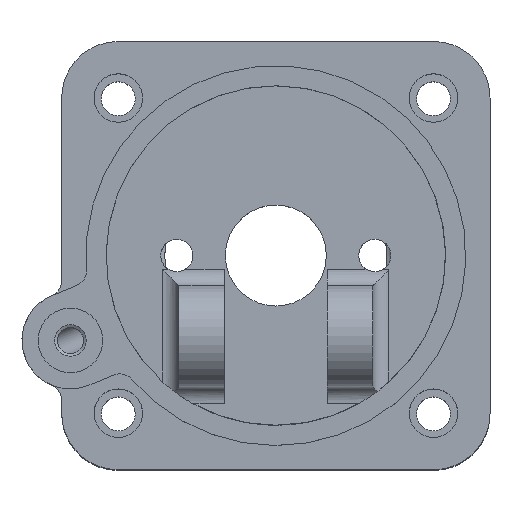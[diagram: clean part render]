
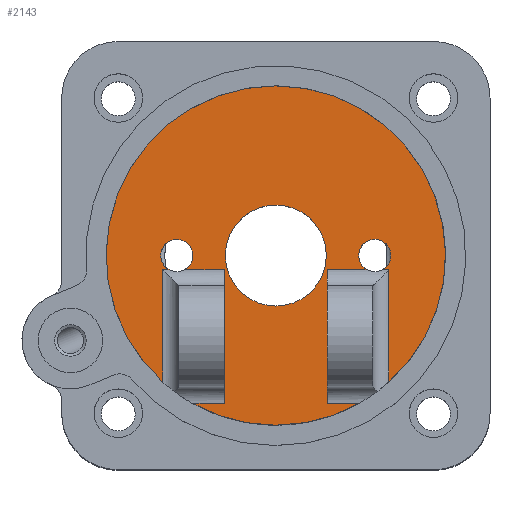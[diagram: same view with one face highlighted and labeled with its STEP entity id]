
A CAD part, top view. The second image highlights one B-rep face of the part: STEP entity #2143.
In plain terms, the highlighted planar face has unit normal (0, 0, 1).
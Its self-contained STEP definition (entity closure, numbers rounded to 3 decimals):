
#63=FACE_BOUND('',#633,.T.);
#137=PLANE('',#2306);
#185=LINE('',#3591,#300);
#186=LINE('',#3607,#301);
#188=LINE('',#3614,#303);
#189=LINE('',#3623,#304);
#197=LINE('',#3642,#312);
#198=LINE('',#3647,#313);
#199=LINE('',#3649,#314);
#200=LINE('',#3653,#315);
#201=LINE('',#3655,#316);
#202=LINE('',#3657,#317);
#300=VECTOR('',#2647,8.029);
#301=VECTOR('',#2650,9.814);
#303=VECTOR('',#2656,1.564);
#304=VECTOR('',#2659,27.805);
#312=VECTOR('',#2679,33.);
#313=VECTOR('',#2684,27.805);
#314=VECTOR('',#2685,1.564);
#315=VECTOR('',#2688,9.814);
#316=VECTOR('',#2689,33.);
#317=VECTOR('',#2690,8.029);
#504=FACE_OUTER_BOUND('',#632,.T.);
#632=EDGE_LOOP('',(#1590,#1591,#1592,#1593,#1594,#1595,#1596,#1597,#1598,
#1599,#1600,#1601,#1602,#1603));
#633=EDGE_LOOP('',(#1604));
#857=CIRCLE('',#2307,4.);
#858=CIRCLE('',#2308,42.);
#859=CIRCLE('',#2309,4.);
#860=CIRCLE('',#2310,42.);
#861=CIRCLE('',#2311,12.5);
#1032=VERTEX_POINT('',#3578);
#1035=VERTEX_POINT('',#3589);
#1036=VERTEX_POINT('',#3593);
#1037=VERTEX_POINT('',#3594);
#1038=VERTEX_POINT('',#3606);
#1041=VERTEX_POINT('',#3612);
#1042=VERTEX_POINT('',#3616);
#1048=VERTEX_POINT('',#3644);
#1049=VERTEX_POINT('',#3646);
#1050=VERTEX_POINT('',#3648);
#1051=VERTEX_POINT('',#3650);
#1052=VERTEX_POINT('',#3652);
#1053=VERTEX_POINT('',#3654);
#1054=VERTEX_POINT('',#3656);
#1055=VERTEX_POINT('',#3659);
#1249=EDGE_CURVE('',#1035,#1032,#185,.T.);
#1251=EDGE_CURVE('',#1036,#1038,#186,.T.);
#1255=EDGE_CURVE('',#1041,#1037,#188,.T.);
#1257=EDGE_CURVE('',#1042,#1041,#189,.T.);
#1267=EDGE_CURVE('',#1035,#1038,#197,.T.);
#1268=EDGE_CURVE('',#1036,#1037,#857,.T.);
#1269=EDGE_CURVE('',#1048,#1042,#858,.T.);
#1270=EDGE_CURVE('',#1049,#1048,#198,.T.);
#1271=EDGE_CURVE('',#1050,#1049,#199,.T.);
#1272=EDGE_CURVE('',#1050,#1051,#859,.T.);
#1273=EDGE_CURVE('',#1052,#1051,#200,.T.);
#1274=EDGE_CURVE('',#1052,#1053,#201,.T.);
#1275=EDGE_CURVE('',#1054,#1053,#202,.T.);
#1276=EDGE_CURVE('',#1032,#1054,#860,.T.);
#1277=EDGE_CURVE('',#1055,#1055,#861,.T.);
#1590=ORIENTED_EDGE('',*,*,#1249,.F.);
#1591=ORIENTED_EDGE('',*,*,#1267,.T.);
#1592=ORIENTED_EDGE('',*,*,#1251,.F.);
#1593=ORIENTED_EDGE('',*,*,#1268,.T.);
#1594=ORIENTED_EDGE('',*,*,#1255,.F.);
#1595=ORIENTED_EDGE('',*,*,#1257,.F.);
#1596=ORIENTED_EDGE('',*,*,#1269,.F.);
#1597=ORIENTED_EDGE('',*,*,#1270,.F.);
#1598=ORIENTED_EDGE('',*,*,#1271,.F.);
#1599=ORIENTED_EDGE('',*,*,#1272,.T.);
#1600=ORIENTED_EDGE('',*,*,#1273,.F.);
#1601=ORIENTED_EDGE('',*,*,#1274,.T.);
#1602=ORIENTED_EDGE('',*,*,#1275,.F.);
#1603=ORIENTED_EDGE('',*,*,#1276,.F.);
#1604=ORIENTED_EDGE('',*,*,#1277,.T.);
#2143=ADVANCED_FACE('',(#504,#63),#137,.F.);
#2306=AXIS2_PLACEMENT_3D('',#3641,#2677,#2678);
#2307=AXIS2_PLACEMENT_3D('',#3643,#2680,#2681);
#2308=AXIS2_PLACEMENT_3D('',#3645,#2682,#2683);
#2309=AXIS2_PLACEMENT_3D('',#3651,#2686,#2687);
#2310=AXIS2_PLACEMENT_3D('',#3658,#2691,#2692);
#2311=AXIS2_PLACEMENT_3D('',#3660,#2693,#2694);
#2647=DIRECTION('',(1.,0.,0.));
#2650=DIRECTION('',(-1.,0.,0.));
#2656=DIRECTION('',(-1.,0.,0.));
#2659=DIRECTION('',(0.,1.,0.));
#2677=DIRECTION('center_axis',(0.,0.,-1.));
#2678=DIRECTION('ref_axis',(-1.,0.,0.));
#2679=DIRECTION('',(0.,1.,0.));
#2680=DIRECTION('center_axis',(0.,0.,-1.));
#2681=DIRECTION('ref_axis',(1.,0.,0.));
#2682=DIRECTION('center_axis',(0.,0.,-1.));
#2683=DIRECTION('ref_axis',(-1.,0.,0.));
#2684=DIRECTION('',(0.,-1.,0.));
#2685=DIRECTION('',(-1.,0.,0.));
#2686=DIRECTION('center_axis',(0.,0.,-1.));
#2687=DIRECTION('ref_axis',(1.,0.,0.));
#2688=DIRECTION('',(-1.,0.,0.));
#2689=DIRECTION('',(0.,-1.,0.));
#2690=DIRECTION('',(1.,0.,0.));
#2691=DIRECTION('center_axis',(0.,0.,-1.));
#2692=DIRECTION('ref_axis',(-1.,0.,0.));
#2693=DIRECTION('center_axis',(0.,0.,-1.));
#2694=DIRECTION('ref_axis',(-1.,0.,0.));
#3578=CARTESIAN_POINT('',(20.779,-36.5,5.));
#3589=CARTESIAN_POINT('',(12.75,-36.5,5.));
#3591=CARTESIAN_POINT('',(6.375,-36.5,5.));
#3593=CARTESIAN_POINT('',(22.564,-3.5,5.));
#3594=CARTESIAN_POINT('',(26.436,-3.5,5.));
#3606=CARTESIAN_POINT('',(12.75,-3.5,5.));
#3607=CARTESIAN_POINT('',(6.375,-3.5,5.));
#3612=CARTESIAN_POINT('',(28.,-3.5,5.));
#3614=CARTESIAN_POINT('',(6.375,-3.5,5.));
#3616=CARTESIAN_POINT('',(28.,-31.305,5.));
#3623=CARTESIAN_POINT('',(28.,-10.,5.));
#3641=CARTESIAN_POINT('Origin',(0.,0.,5.));
#3642=CARTESIAN_POINT('',(12.75,-10.,5.));
#3643=CARTESIAN_POINT('Origin',(24.5,0.,5.));
#3644=CARTESIAN_POINT('',(-28.,-31.305,5.));
#3645=CARTESIAN_POINT('Origin',(0.,0.,5.));
#3646=CARTESIAN_POINT('',(-28.,-3.5,5.));
#3647=CARTESIAN_POINT('',(-28.,-10.,5.));
#3648=CARTESIAN_POINT('',(-26.436,-3.5,5.));
#3649=CARTESIAN_POINT('',(-6.375,-3.5,5.));
#3650=CARTESIAN_POINT('',(-22.564,-3.5,5.));
#3651=CARTESIAN_POINT('Origin',(-24.5,0.,5.));
#3652=CARTESIAN_POINT('',(-12.75,-3.5,5.));
#3653=CARTESIAN_POINT('',(-6.375,-3.5,5.));
#3654=CARTESIAN_POINT('',(-12.75,-36.5,5.));
#3655=CARTESIAN_POINT('',(-12.75,-10.,5.));
#3656=CARTESIAN_POINT('',(-20.779,-36.5,5.));
#3657=CARTESIAN_POINT('',(-6.375,-36.5,5.));
#3658=CARTESIAN_POINT('Origin',(0.,0.,5.));
#3659=CARTESIAN_POINT('',(-12.5,0.,5.));
#3660=CARTESIAN_POINT('Origin',(0.,0.,5.));
